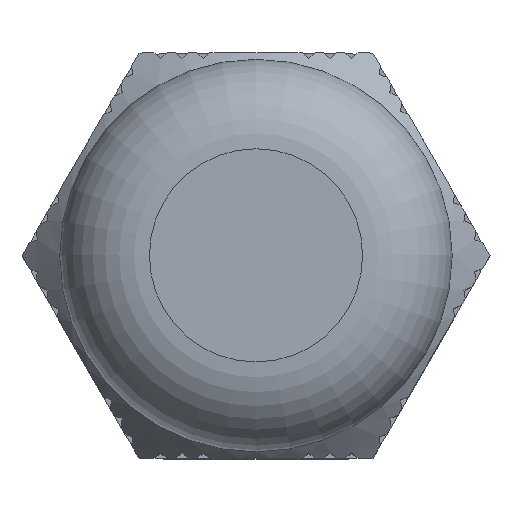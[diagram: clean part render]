
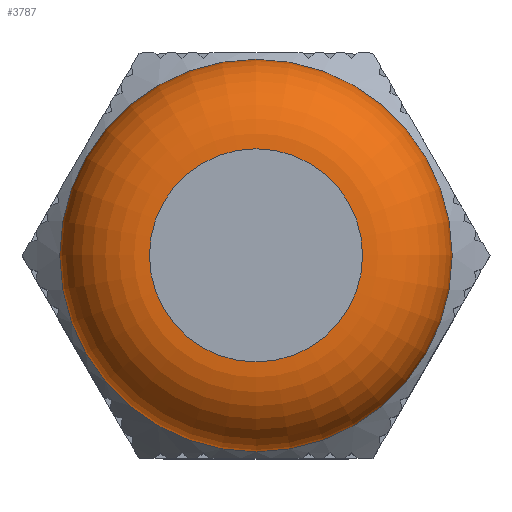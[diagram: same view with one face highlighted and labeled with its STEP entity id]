
A CAD part, top view. The second image highlights one B-rep face of the part: STEP entity #3787.
In plain terms, the highlighted toroidal (fillet/blend) face has major radius 4.997 mm and minor radius 4.2 mm.
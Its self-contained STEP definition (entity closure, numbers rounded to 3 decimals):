
#1048=CARTESIAN_POINT('',(2.498,4.328,35.536));
#1049=VERTEX_POINT('',#1048);
#1050=CARTESIAN_POINT('',(0.,0.,35.536));
#1051=DIRECTION('',(0.,0.,-1.0));
#1052=DIRECTION('',(-0.5,-0.866,0.));
#1053=AXIS2_PLACEMENT_3D('',#1050,#1051,#1052);
#1054=CIRCLE('',#1053,4.997);
#1055=EDGE_CURVE('',#1049,#1049,#1054,.T.);
#3768=CARTESIAN_POINT('',(0.,0.,31.336));
#3769=DIRECTION('',(0.,0.,-1.0));
#3770=DIRECTION('',(-0.5,-0.866,0.));
#3771=AXIS2_PLACEMENT_3D('',#3768,#3769,#3770);
#3772=TOROIDAL_SURFACE('',#3771,4.997,4.2);
#3773=ORIENTED_EDGE('',*,*,#1055,.T.);
#3774=EDGE_LOOP('',(#3773));
#3775=FACE_OUTER_BOUND('',#3774,.T.);
#3776=CARTESIAN_POINT('',(4.598,7.965,31.336));
#3777=VERTEX_POINT('',#3776);
#3778=CARTESIAN_POINT('',(0.,0.,31.336));
#3779=DIRECTION('',(0.,0.,1.0));
#3780=DIRECTION('',(-0.5,-0.866,0.));
#3781=AXIS2_PLACEMENT_3D('',#3778,#3779,#3780);
#3782=CIRCLE('',#3781,9.197);
#3783=EDGE_CURVE('',#3777,#3777,#3782,.T.);
#3784=ORIENTED_EDGE('',*,*,#3783,.T.);
#3785=EDGE_LOOP('',(#3784));
#3786=FACE_BOUND('',#3785,.T.);
#3787=ADVANCED_FACE('',(#3775,#3786),#3772,.T.);
